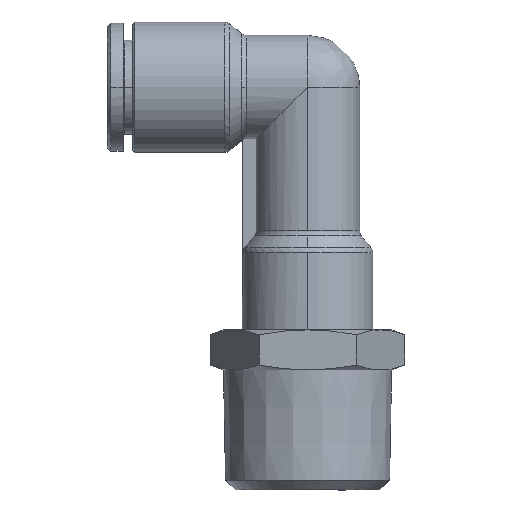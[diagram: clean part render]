
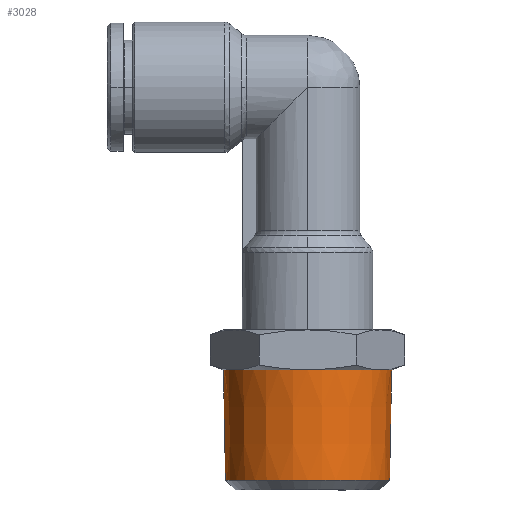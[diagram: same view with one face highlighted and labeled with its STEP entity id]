
A CAD part, left-side view. The second image highlights one B-rep face of the part: STEP entity #3028.
In plain terms, the highlighted conical face has half-angle 1.06 degrees and reference radius 10.5 mm.
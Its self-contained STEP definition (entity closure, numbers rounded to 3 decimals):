
#261 = DIRECTION ( 'NONE',  ( 0., -1., 0. ) ) ;
#350 = ORIENTED_EDGE ( 'NONE', *, *, #4339, .T. ) ;
#629 = ORIENTED_EDGE ( 'NONE', *, *, #14243, .T. ) ;
#658 = DIRECTION ( 'NONE',  ( 0., -1., 0. ) ) ;
#1053 = CARTESIAN_POINT ( 'NONE',  ( -19.733, 0., -35.3 ) ) ;
#1246 = AXIS2_PLACEMENT_3D ( 'NONE', #3071, #6682, #9230 ) ;
#1598 = CIRCLE ( 'NONE', #6866, 10.5 ) ;
#1643 = ORIENTED_EDGE ( 'NONE', *, *, #6712, .T. ) ;
#2012 = AXIS2_PLACEMENT_3D ( 'NONE', #7437, #11580, #261 ) ;
#2026 = EDGE_CURVE ( 'NONE', #6308, #15345, #11552, .T. ) ;
#2163 = DIRECTION ( 'NONE',  ( 0., 0., -1. ) ) ;
#2423 = CARTESIAN_POINT ( 'NONE',  ( 1.267, 0., -35.3 ) ) ;
#2429 = CARTESIAN_POINT ( 'NONE',  ( 1.267, 0., -35.3 ) ) ;
#2463 = CARTESIAN_POINT ( 'NONE',  ( -9.233, 10.5, -35.3 ) ) ;
#2758 = CIRCLE ( 'NONE', #10201, 10.5 ) ;
#2783 = EDGE_LOOP ( 'NONE', ( #350, #13937, #1643, #7550, #629, #13885, #7385 ) ) ;
#3028 = ADVANCED_FACE ( 'NONE', ( #10167 ), #6805, .T. ) ;
#3071 = CARTESIAN_POINT ( 'NONE',  ( -9.233, 0., -49.1 ) ) ;
#3263 = DIRECTION ( 'NONE',  ( 1., 0., 0. ) ) ;
#3361 = CARTESIAN_POINT ( 'NONE',  ( 1.011, 0., -49.1 ) ) ;
#4058 = AXIS2_PLACEMENT_3D ( 'NONE', #7054, #15701, #3263 ) ;
#4339 = EDGE_CURVE ( 'NONE', #7000, #8945, #4865, .T. ) ;
#4846 = VERTEX_POINT ( 'NONE', #1053 ) ;
#4865 = CIRCLE ( 'NONE', #1246, 10.245 ) ;
#5123 = LINE ( 'NONE', #2429, #15142 ) ;
#5503 = CARTESIAN_POINT ( 'NONE',  ( -9.233, 0., -35.3 ) ) ;
#6308 = VERTEX_POINT ( 'NONE', #12219 ) ;
#6682 = DIRECTION ( 'NONE',  ( 0., 0., 1. ) ) ;
#6697 = EDGE_CURVE ( 'NONE', #8945, #4846, #9115, .T. ) ;
#6712 = EDGE_CURVE ( 'NONE', #4846, #16080, #15382, .T. ) ;
#6805 = CONICAL_SURFACE ( 'NONE', #4058, 10.5, 0.018 ) ;
#6866 = AXIS2_PLACEMENT_3D ( 'NONE', #5503, #8167, #658 ) ;
#7000 = VERTEX_POINT ( 'NONE', #3361 ) ;
#7054 = CARTESIAN_POINT ( 'NONE',  ( -9.233, 0., -35.3 ) ) ;
#7385 = ORIENTED_EDGE ( 'NONE', *, *, #9698, .F. ) ;
#7437 = CARTESIAN_POINT ( 'NONE',  ( -9.233, 0., -35.3 ) ) ;
#7550 = ORIENTED_EDGE ( 'NONE', *, *, #9227, .T. ) ;
#8167 = DIRECTION ( 'NONE',  ( 0., 0., -1. ) ) ;
#8945 = VERTEX_POINT ( 'NONE', #13641 ) ;
#9115 = LINE ( 'NONE', #12583, #14005 ) ;
#9227 = EDGE_CURVE ( 'NONE', #16080, #13973, #1598, .T. ) ;
#9230 = DIRECTION ( 'NONE',  ( 0., -1., 0. ) ) ;
#9647 = DIRECTION ( 'NONE',  ( 0., -1., 0. ) ) ;
#9698 = EDGE_CURVE ( 'NONE', #7000, #15345, #5123, .T. ) ;
#10067 = DIRECTION ( 'NONE',  ( 0.018, 0., 1. ) ) ;
#10167 = FACE_OUTER_BOUND ( 'NONE', #2783, .T. ) ;
#10201 = AXIS2_PLACEMENT_3D ( 'NONE', #13159, #14439, #15737 ) ;
#10262 = CARTESIAN_POINT ( 'NONE',  ( -18.326, 5.25, -35.3 ) ) ;
#10865 = CARTESIAN_POINT ( 'NONE',  ( -9.233, 0., -35.3 ) ) ;
#11552 = CIRCLE ( 'NONE', #11717, 10.5 ) ;
#11580 = DIRECTION ( 'NONE',  ( 0., 0., -1. ) ) ;
#11717 = AXIS2_PLACEMENT_3D ( 'NONE', #10865, #2163, #9647 ) ;
#12219 = CARTESIAN_POINT ( 'NONE',  ( -0.14, 5.25, -35.3 ) ) ;
#12583 = CARTESIAN_POINT ( 'NONE',  ( -19.733, 0., -35.3 ) ) ;
#13159 = CARTESIAN_POINT ( 'NONE',  ( -9.233, 0., -35.3 ) ) ;
#13641 = CARTESIAN_POINT ( 'NONE',  ( -19.478, 0., -49.1 ) ) ;
#13684 = DIRECTION ( 'NONE',  ( -0.018, 0., 1. ) ) ;
#13885 = ORIENTED_EDGE ( 'NONE', *, *, #2026, .T. ) ;
#13937 = ORIENTED_EDGE ( 'NONE', *, *, #6697, .T. ) ;
#13973 = VERTEX_POINT ( 'NONE', #2463 ) ;
#14005 = VECTOR ( 'NONE', #13684, 1000. ) ;
#14243 = EDGE_CURVE ( 'NONE', #13973, #6308, #2758, .T. ) ;
#14439 = DIRECTION ( 'NONE',  ( 0., 0., -1. ) ) ;
#15142 = VECTOR ( 'NONE', #10067, 1000. ) ;
#15345 = VERTEX_POINT ( 'NONE', #2423 ) ;
#15382 = CIRCLE ( 'NONE', #2012, 10.5 ) ;
#15701 = DIRECTION ( 'NONE',  ( 0., 0., 1. ) ) ;
#15737 = DIRECTION ( 'NONE',  ( 0., -1., 0. ) ) ;
#16080 = VERTEX_POINT ( 'NONE', #10262 ) ;
